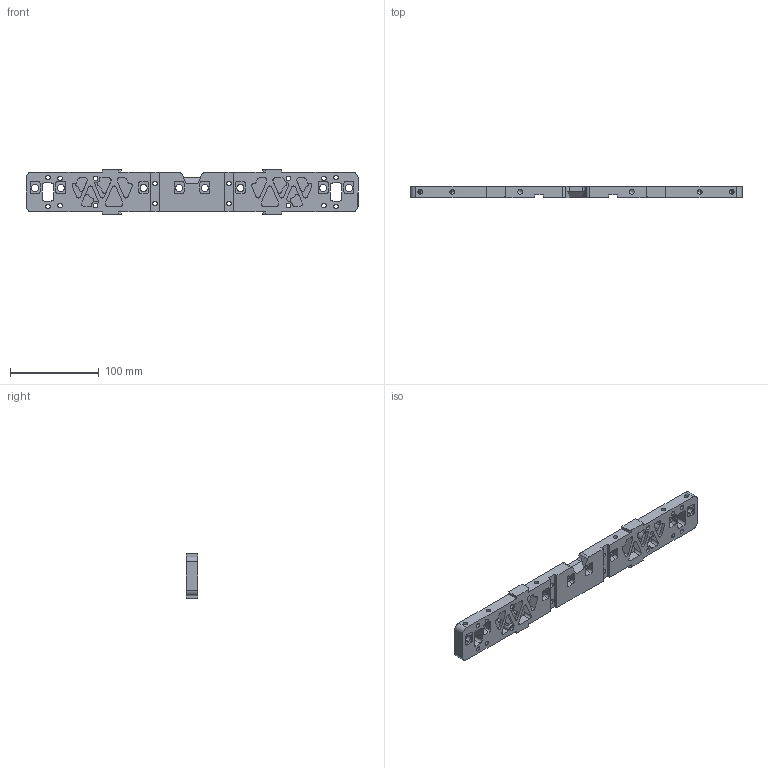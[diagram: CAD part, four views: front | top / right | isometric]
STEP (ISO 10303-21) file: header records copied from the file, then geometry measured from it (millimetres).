
FILE_DESCRIPTION (( 'STEP AP214' ), '1' );
FILE_NAME ('Front Plate- Aluminum 2024-T351 - QTY 2.STEP', '2025-11-12T06:04:04', ( '' ), ( '' ), 'SwSTEP 2.0', 'SolidWorks 2024', '' );
FILE_SCHEMA (( 'AUTOMOTIVE_DESIGN' ));
Length unit declared in the file: inch
Products named in the file (1): Front Plate- Aluminum 2024-T351 - QTY 2
Bounding box: 373.17 x 12.7 x 50.8 mm (x, y, z)
Volume: 162504.2 mm3; surface area: 59472.2 mm2
Topology: 1 solids, 1 shells, 368 faces, 1014 edges, 658 vertices
Faces by surface type: cylinder 201, plane 143, cone 24
Entity records: 11919 total; most frequent: DIRECTION 2130, CARTESIAN_POINT 2129, ORIENTED_EDGE 1988, EDGE_CURVE 994, AXIS2_PLACEMENT_3D 777, VERTEX_POINT 658, LINE 576, VECTOR 576
